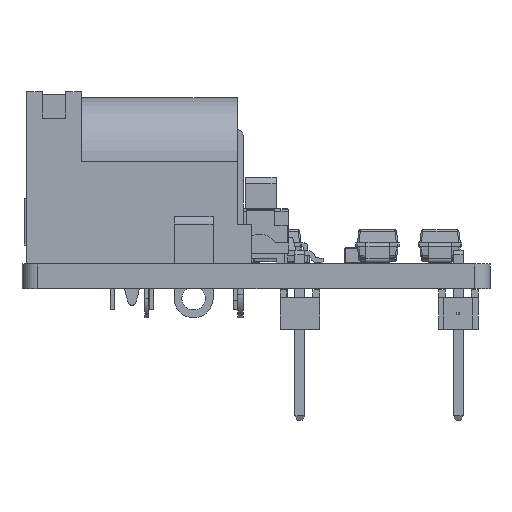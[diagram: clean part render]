
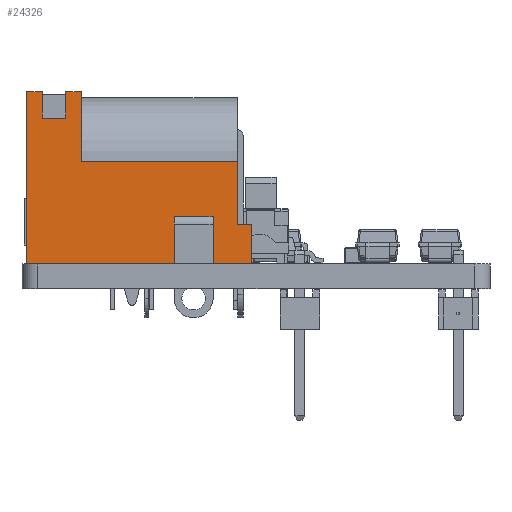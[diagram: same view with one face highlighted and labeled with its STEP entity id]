
A CAD part, left-side view. The second image highlights one B-rep face of the part: STEP entity #24326.
In plain terms, the highlighted face is planar.
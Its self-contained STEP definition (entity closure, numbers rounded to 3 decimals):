
#24163 = VERTEX_POINT('',#24164);
#24164 = CARTESIAN_POINT('',(-14.4,-6.5,-4.5));
#24170 = EDGE_CURVE('',#24163,#24171,#24173,.T.);
#24171 = VERTEX_POINT('',#24172);
#24172 = CARTESIAN_POINT('',(-11.95,-6.5,-4.5));
#24173 = LINE('',#24174,#24175);
#24174 = CARTESIAN_POINT('',(-14.4,-6.5,-4.5));
#24175 = VECTOR('',#24176,1.);
#24176 = DIRECTION('',(1.,0.,0.));
#24179 = VERTEX_POINT('',#24180);
#24180 = CARTESIAN_POINT('',(-9.45,-6.5,-4.5));
#24186 = EDGE_CURVE('',#24179,#24187,#24189,.T.);
#24187 = VERTEX_POINT('',#24188);
#24188 = CARTESIAN_POINT('',(0.,-6.5,-4.5));
#24189 = LINE('',#24190,#24191);
#24190 = CARTESIAN_POINT('',(-14.4,-6.5,-4.5));
#24191 = VECTOR('',#24192,1.);
#24192 = DIRECTION('',(1.,0.,0.));
#24277 = VERTEX_POINT('',#24278);
#24278 = CARTESIAN_POINT('',(-13.5,-4.,-4.5));
#24284 = EDGE_CURVE('',#24277,#24285,#24287,.T.);
#24285 = VERTEX_POINT('',#24286);
#24286 = CARTESIAN_POINT('',(-14.4,-4.,-4.5));
#24287 = LINE('',#24288,#24289);
#24288 = CARTESIAN_POINT('',(-14.4,-4.,-4.5));
#24289 = VECTOR('',#24290,1.);
#24290 = DIRECTION('',(-1.,-0.,-0.));
#24326 = ADVANCED_FACE('',(#24327),#24430,.T.);
#24327 = FACE_BOUND('',#24328,.T.);
#24328 = EDGE_LOOP('',(#24329,#24330,#24338,#24346,#24352,#24353,#24359,
    #24360,#24368,#24376,#24384,#24392,#24400,#24408,#24416,#24424));
#24329 = ORIENTED_EDGE('',*,*,#24186,.F.);
#24330 = ORIENTED_EDGE('',*,*,#24331,.T.);
#24331 = EDGE_CURVE('',#24179,#24332,#24334,.T.);
#24332 = VERTEX_POINT('',#24333);
#24333 = CARTESIAN_POINT('',(-9.45,-3.5,-4.5));
#24334 = LINE('',#24335,#24336);
#24335 = CARTESIAN_POINT('',(-9.45,-10.,-4.5));
#24336 = VECTOR('',#24337,1.);
#24337 = DIRECTION('',(0.,1.,0.));
#24338 = ORIENTED_EDGE('',*,*,#24339,.T.);
#24339 = EDGE_CURVE('',#24332,#24340,#24342,.T.);
#24340 = VERTEX_POINT('',#24341);
#24341 = CARTESIAN_POINT('',(-11.95,-3.5,-4.5));
#24342 = LINE('',#24343,#24344);
#24343 = CARTESIAN_POINT('',(-11.95,-3.5,-4.5));
#24344 = VECTOR('',#24345,1.);
#24345 = DIRECTION('',(-1.,0.,0.));
#24346 = ORIENTED_EDGE('',*,*,#24347,.F.);
#24347 = EDGE_CURVE('',#24171,#24340,#24348,.T.);
#24348 = LINE('',#24349,#24350);
#24349 = CARTESIAN_POINT('',(-11.95,-10.,-4.5));
#24350 = VECTOR('',#24351,1.);
#24351 = DIRECTION('',(0.,1.,0.));
#24352 = ORIENTED_EDGE('',*,*,#24170,.F.);
#24353 = ORIENTED_EDGE('',*,*,#24354,.T.);
#24354 = EDGE_CURVE('',#24163,#24285,#24355,.T.);
#24355 = LINE('',#24356,#24357);
#24356 = CARTESIAN_POINT('',(-14.4,4.5,-4.5));
#24357 = VECTOR('',#24358,1.);
#24358 = DIRECTION('',(0.,1.,0.));
#24359 = ORIENTED_EDGE('',*,*,#24284,.F.);
#24360 = ORIENTED_EDGE('',*,*,#24361,.F.);
#24361 = EDGE_CURVE('',#24362,#24277,#24364,.T.);
#24362 = VERTEX_POINT('',#24363);
#24363 = CARTESIAN_POINT('',(-13.5,0.,-4.5));
#24364 = LINE('',#24365,#24366);
#24365 = CARTESIAN_POINT('',(-13.5,-4.,-4.5));
#24366 = VECTOR('',#24367,1.);
#24367 = DIRECTION('',(-0.,-1.,-0.));
#24368 = ORIENTED_EDGE('',*,*,#24369,.T.);
#24369 = EDGE_CURVE('',#24362,#24370,#24372,.T.);
#24370 = VERTEX_POINT('',#24371);
#24371 = CARTESIAN_POINT('',(-3.5,0.,-4.5));
#24372 = LINE('',#24373,#24374);
#24373 = CARTESIAN_POINT('',(-14.4,0.,-4.5));
#24374 = VECTOR('',#24375,1.);
#24375 = DIRECTION('',(1.,0.,0.));
#24376 = ORIENTED_EDGE('',*,*,#24377,.T.);
#24377 = EDGE_CURVE('',#24370,#24378,#24380,.T.);
#24378 = VERTEX_POINT('',#24379);
#24379 = CARTESIAN_POINT('',(-3.5,4.5,-4.5));
#24380 = LINE('',#24381,#24382);
#24381 = CARTESIAN_POINT('',(-3.5,0.,-4.5));
#24382 = VECTOR('',#24383,1.);
#24383 = DIRECTION('',(0.,1.,0.));
#24384 = ORIENTED_EDGE('',*,*,#24385,.T.);
#24385 = EDGE_CURVE('',#24378,#24386,#24388,.T.);
#24386 = VERTEX_POINT('',#24387);
#24387 = CARTESIAN_POINT('',(-2.5,4.5,-4.5));
#24388 = LINE('',#24389,#24390);
#24389 = CARTESIAN_POINT('',(-14.4,4.5,-4.5));
#24390 = VECTOR('',#24391,1.);
#24391 = DIRECTION('',(1.,0.,0.));
#24392 = ORIENTED_EDGE('',*,*,#24393,.F.);
#24393 = EDGE_CURVE('',#24394,#24386,#24396,.T.);
#24394 = VERTEX_POINT('',#24395);
#24395 = CARTESIAN_POINT('',(-2.5,2.8,-4.5));
#24396 = LINE('',#24397,#24398);
#24397 = CARTESIAN_POINT('',(-2.5,2.8,-4.5));
#24398 = VECTOR('',#24399,1.);
#24399 = DIRECTION('',(0.,1.,0.));
#24400 = ORIENTED_EDGE('',*,*,#24401,.F.);
#24401 = EDGE_CURVE('',#24402,#24394,#24404,.T.);
#24402 = VERTEX_POINT('',#24403);
#24403 = CARTESIAN_POINT('',(-1.,2.8,-4.5));
#24404 = LINE('',#24405,#24406);
#24405 = CARTESIAN_POINT('',(-1.,2.8,-4.5));
#24406 = VECTOR('',#24407,1.);
#24407 = DIRECTION('',(-1.,0.,0.));
#24408 = ORIENTED_EDGE('',*,*,#24409,.T.);
#24409 = EDGE_CURVE('',#24402,#24410,#24412,.T.);
#24410 = VERTEX_POINT('',#24411);
#24411 = CARTESIAN_POINT('',(-1.,4.5,-4.5));
#24412 = LINE('',#24413,#24414);
#24413 = CARTESIAN_POINT('',(-1.,2.8,-4.5));
#24414 = VECTOR('',#24415,1.);
#24415 = DIRECTION('',(0.,1.,0.));
#24416 = ORIENTED_EDGE('',*,*,#24417,.T.);
#24417 = EDGE_CURVE('',#24410,#24418,#24420,.T.);
#24418 = VERTEX_POINT('',#24419);
#24419 = CARTESIAN_POINT('',(0.,4.5,-4.5));
#24420 = LINE('',#24421,#24422);
#24421 = CARTESIAN_POINT('',(-14.4,4.5,-4.5));
#24422 = VECTOR('',#24423,1.);
#24423 = DIRECTION('',(1.,0.,0.));
#24424 = ORIENTED_EDGE('',*,*,#24425,.F.);
#24425 = EDGE_CURVE('',#24187,#24418,#24426,.T.);
#24426 = LINE('',#24427,#24428);
#24427 = CARTESIAN_POINT('',(0.,4.5,-4.5));
#24428 = VECTOR('',#24429,1.);
#24429 = DIRECTION('',(0.,1.,0.));
#24430 = PLANE('',#24431);
#24431 = AXIS2_PLACEMENT_3D('',#24432,#24433,#24434);
#24432 = CARTESIAN_POINT('',(-14.4,4.5,-4.5));
#24433 = DIRECTION('',(0.,0.,-1.));
#24434 = DIRECTION('',(0.,1.,0.));
